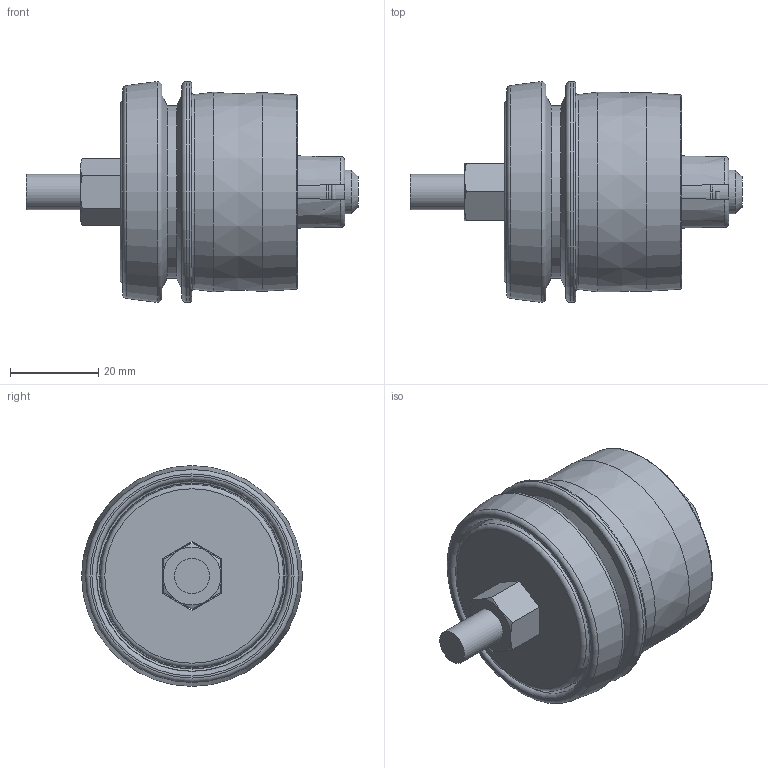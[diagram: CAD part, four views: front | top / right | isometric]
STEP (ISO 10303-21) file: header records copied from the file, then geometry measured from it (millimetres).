
FILE_DESCRIPTION(('STEP AP203'),'1');
FILE_NAME('MOOV00E1646.stp','2025-04-15T08:39:07',(' '),(' '),'Spatial InterOp 3D',' ',' ');
FILE_SCHEMA(('CONFIG_CONTROL_DESIGN'));
Length unit declared in the file: millimetre
Products named in the file (6): Palier rouleau D50 axe D8 mm (la pièce); ressort; axe; roulement; support roulement; colerette
Assembly tree (5 placements, depth 2):
  Palier rouleau D50 axe D8 mm (la pièce)
    ressort
    axe
    roulement
    support roulement
    colerette
Bounding box: 75.2 x 50 x 50 mm (x, y, z)
Volume: 39585.8 mm3; surface area: 35667.7 mm2
Topology: 5 solids, 5 shells, 194 faces, 514 edges, 324 vertices
Faces by surface type: plane 94, cone 41, cylinder 32, torus 27
Full cylindrical faces by diameter (mm): 8 x2, 9.7 x1, 9.9 x1, 11.9 x1, 17 x1, 18 x1, 20.13 x1, 20.5 x1, 23.8 x2, 28.2 x2, 31.9 x1, 35 x1, 37.96 x1, 39 x1, 39.23 x1, 41.988 x1, 50 x1
Entity records: 6494 total; most frequent: CARTESIAN_POINT 1458, DIRECTION 962, ORIENTED_EDGE 890, EDGE_CURVE 445, AXIS2_PLACEMENT_3D 408, VERTEX_POINT 316, EDGE_LOOP 281, FACE_OUTER_BOUND 237
